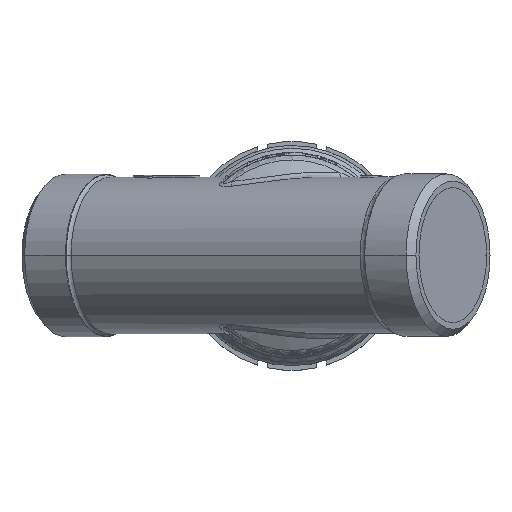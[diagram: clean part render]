
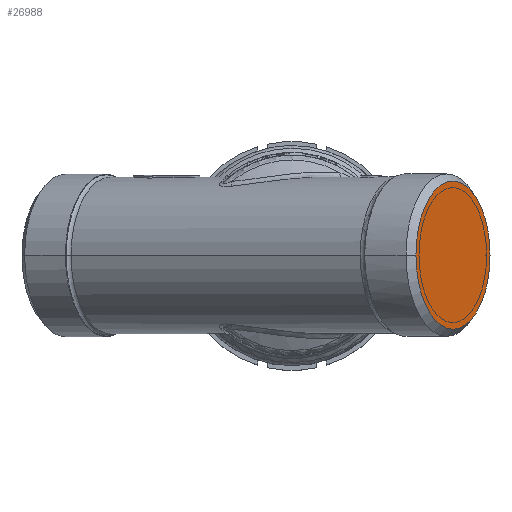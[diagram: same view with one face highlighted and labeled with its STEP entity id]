
A CAD part, top view. The second image highlights one B-rep face of the part: STEP entity #26988.
In plain terms, the highlighted planar face has unit normal (0.866, 0, 0.5).
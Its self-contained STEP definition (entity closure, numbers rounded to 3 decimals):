
#2331=CARTESIAN_POINT('',(32.909,0.,19.));
#2332=DIRECTION('',(0.866,0.,0.5));
#2333=DIRECTION('',(-0.5,0.,0.866));
#2334=AXIS2_PLACEMENT_3D('',#2331,#2332,#2333);
#2336=CARTESIAN_POINT('',(32.909,0.,19.));
#2337=DIRECTION('',(-0.866,0.,-0.5));
#2338=DIRECTION('',(-0.5,0.,0.866));
#2339=AXIS2_PLACEMENT_3D('',#2336,#2337,#2338);
#21651=CARTESIAN_POINT('',(25.336,0.,32.116));
#21653=VERTEX_POINT('',#21651);
#21655=CARTESIAN_POINT('',(40.482,0.,5.884));
#21657=VERTEX_POINT('',#21655);
#26979=CARTESIAN_POINT('',(32.909,0.,19.));
#26980=DIRECTION('',(-0.866,0.,-0.5));
#26981=DIRECTION('',(-0.5,0.,0.866));
#26982=AXIS2_PLACEMENT_3D('',#26979,#26980,#26981);
#26983=PLANE('',#26982);
#26984=ORIENTED_EDGE('',*,*,#26958,.F.);
#26985=ORIENTED_EDGE('',*,*,#26974,.T.);
#26986=EDGE_LOOP('',(#26984,#26985));
#26987=FACE_OUTER_BOUND('',#26986,.F.);
#2335=CIRCLE('',#2334,15.146);
#2340=CIRCLE('',#2339,15.146);
#26958=EDGE_CURVE('',#21653,#21657,#2335,.T.);
#26974=EDGE_CURVE('',#21653,#21657,#2340,.T.);
#26988=ADVANCED_FACE('',(#26987),#26983,.F.);
